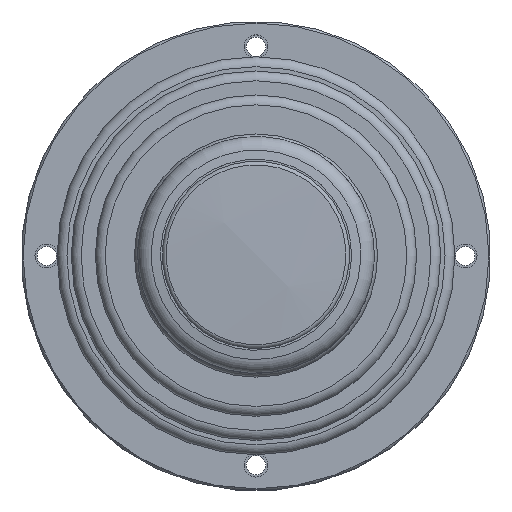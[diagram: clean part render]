
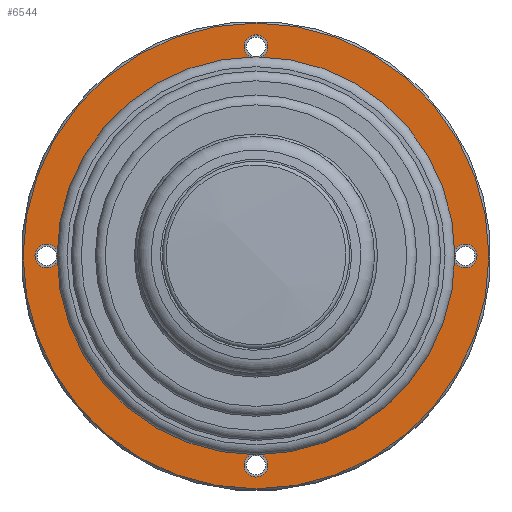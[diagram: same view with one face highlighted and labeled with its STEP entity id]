
A CAD part, top view. The second image highlights one B-rep face of the part: STEP entity #6544.
In plain terms, the highlighted planar face has unit normal (0, 0, 1).
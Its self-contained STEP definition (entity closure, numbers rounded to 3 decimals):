
#309=FACE_BOUND('',#1348,.T.);
#310=FACE_BOUND('',#1349,.T.);
#311=FACE_BOUND('',#1350,.T.);
#312=FACE_BOUND('',#1351,.T.);
#313=FACE_BOUND('',#1352,.T.);
#478=CIRCLE('',#7031,29.5);
#479=CIRCLE('',#7033,1.5);
#480=CIRCLE('',#7034,1.5);
#481=CIRCLE('',#7035,1.5);
#482=CIRCLE('',#7036,1.5);
#483=CIRCLE('',#7037,24.5);
#854=FACE_OUTER_BOUND('',#1347,.T.);
#1347=EDGE_LOOP('',(#5211));
#1348=EDGE_LOOP('',(#5212));
#1349=EDGE_LOOP('',(#5213));
#1350=EDGE_LOOP('',(#5214));
#1351=EDGE_LOOP('',(#5215));
#1352=EDGE_LOOP('',(#5216));
#3084=VERTEX_POINT('',#10274);
#3085=VERTEX_POINT('',#10277);
#3086=VERTEX_POINT('',#10279);
#3087=VERTEX_POINT('',#10281);
#3088=VERTEX_POINT('',#10283);
#3089=VERTEX_POINT('',#10285);
#3841=EDGE_CURVE('',#3084,#3084,#478,.T.);
#3842=EDGE_CURVE('',#3085,#3085,#479,.T.);
#3843=EDGE_CURVE('',#3086,#3086,#480,.T.);
#3844=EDGE_CURVE('',#3087,#3087,#481,.T.);
#3845=EDGE_CURVE('',#3088,#3088,#482,.T.);
#3846=EDGE_CURVE('',#3089,#3089,#483,.T.);
#5211=ORIENTED_EDGE('',*,*,#3841,.F.);
#5212=ORIENTED_EDGE('',*,*,#3842,.T.);
#5213=ORIENTED_EDGE('',*,*,#3843,.T.);
#5214=ORIENTED_EDGE('',*,*,#3844,.T.);
#5215=ORIENTED_EDGE('',*,*,#3845,.T.);
#5216=ORIENTED_EDGE('',*,*,#3846,.T.);
#5882=PLANE('',#7032);
#6544=ADVANCED_FACE('',(#854,#309,#310,#311,#312,#313),#5882,.T.);
#7031=AXIS2_PLACEMENT_3D('',#10275,#8502,#8503);
#7032=AXIS2_PLACEMENT_3D('',#10276,#8504,#8505);
#7033=AXIS2_PLACEMENT_3D('',#10278,#8506,#8507);
#7034=AXIS2_PLACEMENT_3D('',#10280,#8508,#8509);
#7035=AXIS2_PLACEMENT_3D('',#10282,#8510,#8511);
#7036=AXIS2_PLACEMENT_3D('',#10284,#8512,#8513);
#7037=AXIS2_PLACEMENT_3D('',#10286,#8514,#8515);
#8502=DIRECTION('center_axis',(0.,0.,-1.));
#8503=DIRECTION('ref_axis',(1.,0.,0.));
#8504=DIRECTION('center_axis',(0.,0.,1.));
#8505=DIRECTION('ref_axis',(0.,-1.,0.));
#8506=DIRECTION('center_axis',(0.,0.,-1.));
#8507=DIRECTION('ref_axis',(-1.,0.,0.));
#8508=DIRECTION('center_axis',(0.,0.,-1.));
#8509=DIRECTION('ref_axis',(-1.,0.,0.));
#8510=DIRECTION('center_axis',(0.,0.,-1.));
#8511=DIRECTION('ref_axis',(-1.,0.,0.));
#8512=DIRECTION('center_axis',(0.,0.,-1.));
#8513=DIRECTION('ref_axis',(-1.,0.,0.));
#8514=DIRECTION('center_axis',(0.,0.,-1.));
#8515=DIRECTION('ref_axis',(1.,0.,0.));
#10274=CARTESIAN_POINT('',(29.5,0.,2.9));
#10275=CARTESIAN_POINT('Origin',(0.,0.,2.9));
#10276=CARTESIAN_POINT('Origin',(27.,0.,2.9));
#10277=CARTESIAN_POINT('',(28.,0.,2.9));
#10278=CARTESIAN_POINT('Origin',(26.5,0.,2.9));
#10279=CARTESIAN_POINT('',(1.5,26.5,2.9));
#10280=CARTESIAN_POINT('Origin',(0.,26.5,2.9));
#10281=CARTESIAN_POINT('',(-25.,0.,2.9));
#10282=CARTESIAN_POINT('Origin',(-26.5,0.,2.9));
#10283=CARTESIAN_POINT('',(1.5,-26.5,2.9));
#10284=CARTESIAN_POINT('Origin',(0.,-26.5,2.9));
#10285=CARTESIAN_POINT('',(24.5,0.,2.9));
#10286=CARTESIAN_POINT('Origin',(0.,0.,2.9));
